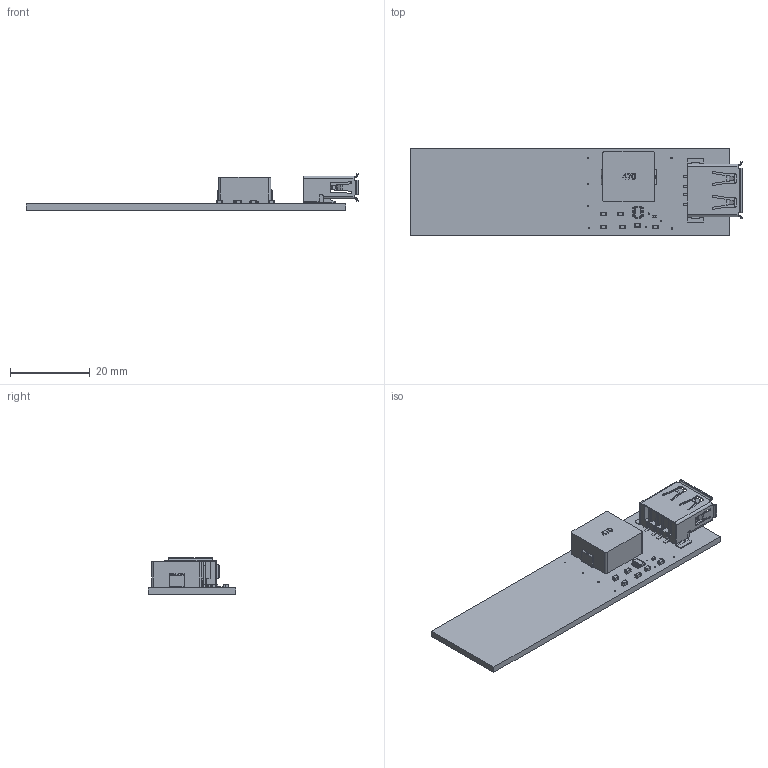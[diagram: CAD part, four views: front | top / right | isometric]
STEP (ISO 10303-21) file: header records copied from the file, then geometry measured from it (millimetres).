
FILE_DESCRIPTION(('Designed by EasyEDA Pro'),'2;1');
FILE_NAME('Open CASCADE Shape Model','2022-07-20T20:43:21',('Author'),( 'Open CASCADE'),'Open CASCADE STEP processor 7.6','Open CASCADE 7.6' ,'Unknown');
FILE_SCHEMA(('AUTOMOTIVE_DESIGN { 1 0 10303 214 1 1 1 1 }'));
Length unit declared in the file: millimetre
Products named in the file (22): PCBModel; COMPOUND; R6; R0603; =>[0:1:1:5]; R1; R2; R3; R4; R5; L1; IND-SMD_L13.8-W12.6; =>[0:1:1:14]; C2; C0402; =>[0:1:1:18]; U1; TSOT23-8_L2.9-W1.6-P0.65-LS2.8-TL; =>[0:1:1:22]; USB1; USB-A-SMD_FUS270-FSBW5K; =>[0:1:1:26]
Assembly tree (26 placements, depth 4):
  PCBModel
    COMPOUND
    R6
      R0603
        =>[0:1:1:5]
    R1
      R0603
        =>[0:1:1:5]
    R2
      R0603
        =>[0:1:1:5]
    R3
      R0603
        =>[0:1:1:5]
    R4
      R0603
        =>[0:1:1:5]
    R5
      R0603
        =>[0:1:1:5]
    L1
      IND-SMD_L13.8-W12.6
        =>[0:1:1:14]
    C2
      C0402
        =>[0:1:1:18]
    U1
      TSOT23-8_L2.9-W1.6-P0.65-LS2.8-TL
        =>[0:1:1:22]
    USB1
      USB-A-SMD_FUS270-FSBW5K
        =>[0:1:1:26]
Bounding box: 83.01 x 21.98 x 9.15 mm (x, y, z)
Volume: 4511.1 mm3; surface area: 6269.5 mm2
Topology: 12 solids, 12 shells, 2354 faces, 6295 edges, 4016 vertices
Faces by surface type: plane 1390, cylinder 528, bspline 356, sphere 60, revolution 12, cone 8
Full cylindrical faces by diameter (mm): 0.305 x10, 0.65 x2
Entity records: 59069 total; most frequent: CARTESIAN_POINT 18449, ORIENTED_EDGE 8990, DIRECTION 7137, EDGE_CURVE 4495, LINE 3085, VECTOR 3085, VERTEX_POINT 2896, AXIS2_PLACEMENT_3D 2020
